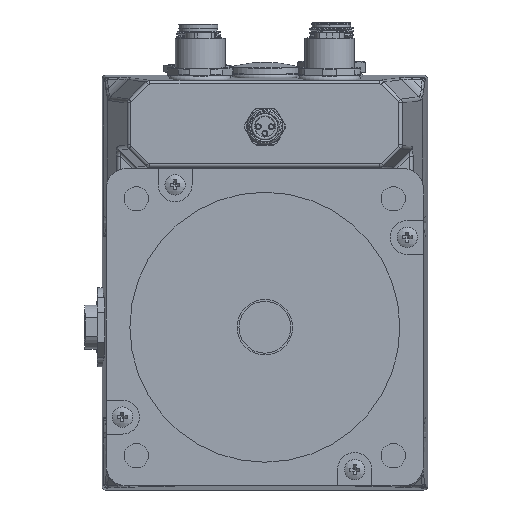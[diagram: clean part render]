
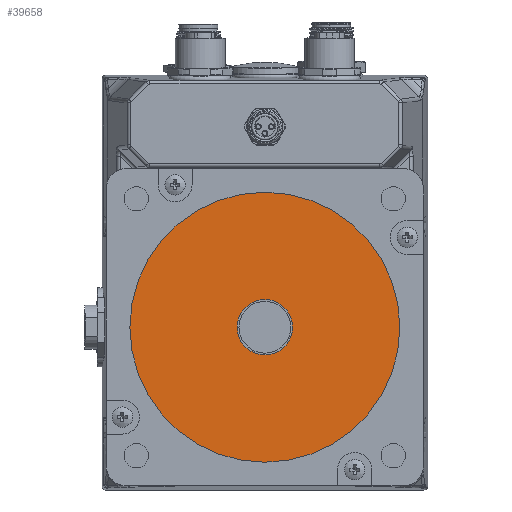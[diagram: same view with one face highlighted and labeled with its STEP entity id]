
A CAD part, front view. The second image highlights one B-rep face of the part: STEP entity #39658.
In plain terms, the highlighted planar face has unit normal (0, -1, 0).
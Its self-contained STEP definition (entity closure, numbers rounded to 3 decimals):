
#814=FACE_BOUND('',#14250,.T.);
#1749=PLANE('',#43395);
#11883=FACE_OUTER_BOUND('',#14249,.T.);
#14249=EDGE_LOOP('',(#36119));
#14250=EDGE_LOOP('',(#36120,#36121));
#16078=CIRCLE('',#43396,36.513);
#16079=CIRCLE('',#43397,7.5);
#16080=CIRCLE('',#43398,7.5);
#20136=VERTEX_POINT('',#98674);
#20137=VERTEX_POINT('',#98676);
#20138=VERTEX_POINT('',#98677);
#25486=EDGE_CURVE('',#20136,#20136,#16078,.T.);
#25487=EDGE_CURVE('',#20137,#20138,#16079,.T.);
#25488=EDGE_CURVE('',#20138,#20137,#16080,.T.);
#36119=ORIENTED_EDGE('',*,*,#25486,.F.);
#36120=ORIENTED_EDGE('',*,*,#25487,.T.);
#36121=ORIENTED_EDGE('',*,*,#25488,.T.);
#39658=ADVANCED_FACE('',(#11883,#814),#1749,.F.);
#43395=AXIS2_PLACEMENT_3D('',#98673,#53343,#53344);
#43396=AXIS2_PLACEMENT_3D('',#98675,#53345,#53346);
#43397=AXIS2_PLACEMENT_3D('',#98678,#53347,#53348);
#43398=AXIS2_PLACEMENT_3D('',#98679,#53349,#53350);
#53343=DIRECTION('center_axis',(0.,1.,0.));
#53344=DIRECTION('ref_axis',(-1.,0.,0.));
#53345=DIRECTION('center_axis',(0.,1.,0.));
#53346=DIRECTION('ref_axis',(-1.,0.,0.));
#53347=DIRECTION('center_axis',(0.,1.,0.));
#53348=DIRECTION('ref_axis',(1.,0.,0.));
#53349=DIRECTION('center_axis',(0.,1.,0.));
#53350=DIRECTION('ref_axis',(1.,0.,0.));
#98673=CARTESIAN_POINT('Origin',(0.,-105.,43.91));
#98674=CARTESIAN_POINT('',(36.513,-105.,43.91));
#98675=CARTESIAN_POINT('Origin',(0.,-105.,43.91));
#98676=CARTESIAN_POINT('',(7.5,-105.,43.91));
#98677=CARTESIAN_POINT('',(-7.5,-105.,43.91));
#98678=CARTESIAN_POINT('Origin',(0.,-105.,43.91));
#98679=CARTESIAN_POINT('Origin',(0.,-105.,43.91));
